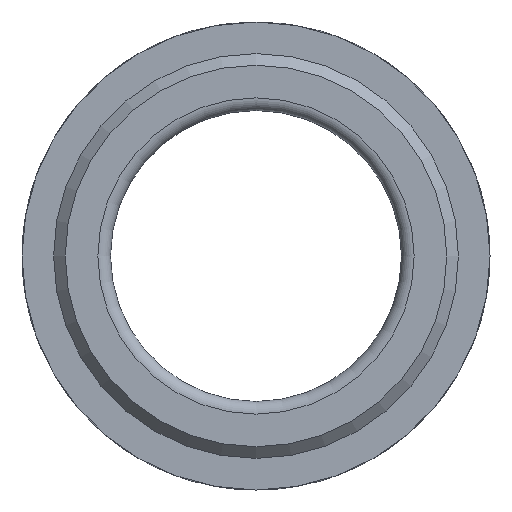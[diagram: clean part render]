
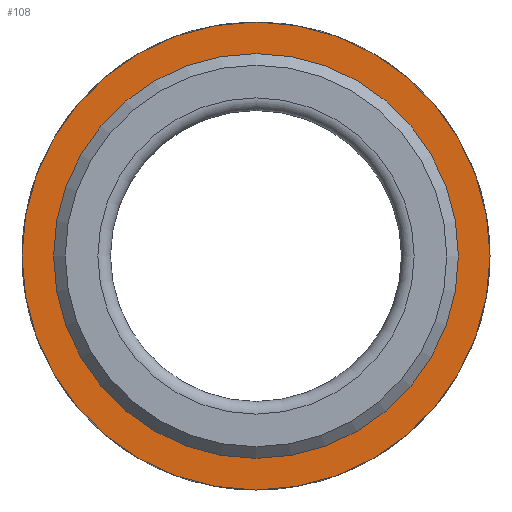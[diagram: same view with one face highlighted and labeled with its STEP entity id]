
A CAD part, left-side view. The second image highlights one B-rep face of the part: STEP entity #108.
In plain terms, the highlighted planar face has unit normal (-1, 0, 0).
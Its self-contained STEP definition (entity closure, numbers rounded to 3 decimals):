
#108 = ADVANCED_FACE( '', ( #224, #225 ), #226, .F. );
#224 = FACE_OUTER_BOUND( '', #387, .T. );
#225 = FACE_BOUND( '', #388, .T. );
#226 = PLANE( '', #389 );
#387 = EDGE_LOOP( '', ( #734 ) );
#388 = EDGE_LOOP( '', ( #735 ) );
#389 = AXIS2_PLACEMENT_3D( '', #736, #737, #738 );
#734 = ORIENTED_EDGE( '', *, *, #1066, .F. );
#735 = ORIENTED_EDGE( '', *, *, #1087, .T. );
#736 = CARTESIAN_POINT( '', ( -9.5, 16., 0. ) );
#737 = DIRECTION( '', ( 1., 0., 0. ) );
#738 = DIRECTION( '', ( 0., 0., -1. ) );
#1066 = EDGE_CURVE( '', #1288, #1288, #1289, .T. );
#1087 = EDGE_CURVE( '', #1321, #1321, #1322, .T. );
#1288 = VERTEX_POINT( '', #1681 );
#1289 = CIRCLE( '', #1682, 18.5 );
#1321 = VERTEX_POINT( '', #1758 );
#1322 = CIRCLE( '', #1759, 16. );
#1681 = CARTESIAN_POINT( '', ( -9.5, 0., -18.5 ) );
#1682 = AXIS2_PLACEMENT_3D( '', #1980, #1981, #1982 );
#1758 = CARTESIAN_POINT( '', ( -9.5, 0., -16. ) );
#1759 = AXIS2_PLACEMENT_3D( '', #2004, #2005, #2006 );
#1980 = CARTESIAN_POINT( '', ( -9.5, 0., 0. ) );
#1981 = DIRECTION( '', ( 1., 0., 0. ) );
#1982 = DIRECTION( '', ( 0., 0., -1. ) );
#2004 = CARTESIAN_POINT( '', ( -9.5, 0., 0. ) );
#2005 = DIRECTION( '', ( 1., 0., 0. ) );
#2006 = DIRECTION( '', ( 0., 0., -1. ) );
